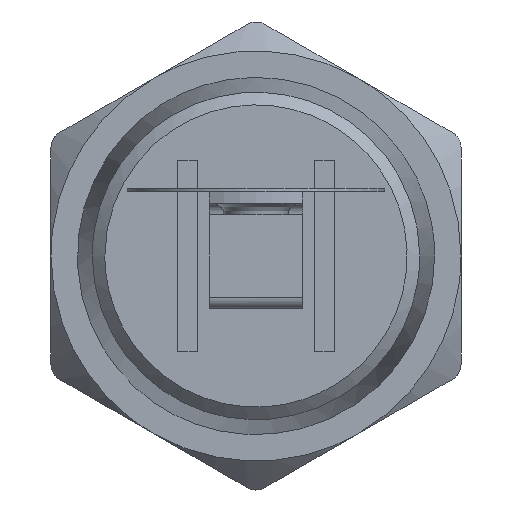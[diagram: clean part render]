
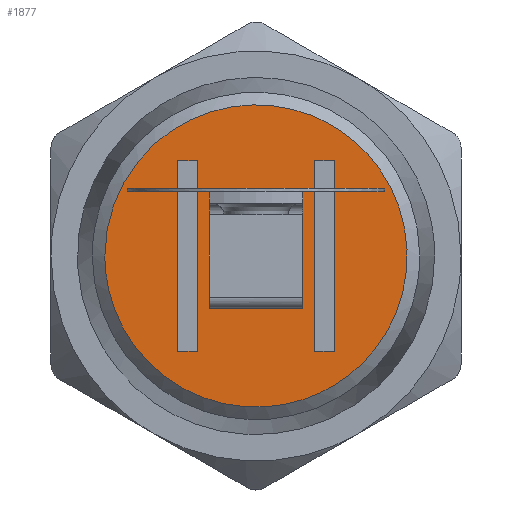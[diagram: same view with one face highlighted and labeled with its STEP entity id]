
A CAD part, front view. The second image highlights one B-rep face of the part: STEP entity #1877.
In plain terms, the highlighted free-form (B-spline) face has degree [1, 1] with [2, 2] control points.
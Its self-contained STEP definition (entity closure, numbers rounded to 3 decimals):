
#1562 = VERTEX_POINT('',#1563);
#1563 = CARTESIAN_POINT('',(-5.12,0.,
    -8.345));
#1570 = EDGE_CURVE('',#1571,#1562,#1573,.T.);
#1571 = VERTEX_POINT('',#1572);
#1572 = CARTESIAN_POINT('',(-5.12,0.,
    8.345));
#1573 = B_SPLINE_CURVE_WITH_KNOTS('',1,(#1574,#1575),.UNSPECIFIED.,.F.,
  .F.,(2,2),(0.,16.3),.PIECEWISE_BEZIER_KNOTS.);
#1574 = CARTESIAN_POINT('',(-5.12,0.,
    8.345));
#1575 = CARTESIAN_POINT('',(-5.12,0.,
    -8.345));
#1603 = VERTEX_POINT('',#1604);
#1604 = CARTESIAN_POINT('',(5.12,0.,
    -8.345));
#1617 = VERTEX_POINT('',#1618);
#1618 = CARTESIAN_POINT('',(5.12,0.,
    8.345));
#1623 = EDGE_CURVE('',#1617,#1603,#1624,.T.);
#1624 = B_SPLINE_CURVE_WITH_KNOTS('',1,(#1625,#1626),.UNSPECIFIED.,.F.,
  .F.,(2,2),(0.,16.3),.PIECEWISE_BEZIER_KNOTS.);
#1625 = CARTESIAN_POINT('',(5.12,0.,
    8.345));
#1626 = CARTESIAN_POINT('',(5.12,0.,
    -8.345));
#1640 = EDGE_CURVE('',#1641,#1571,#1643,.T.);
#1641 = VERTEX_POINT('',#1642);
#1642 = CARTESIAN_POINT('',(-6.861,0.,
    8.345));
#1643 = B_SPLINE_CURVE_WITH_KNOTS('',1,(#1644,#1645),.UNSPECIFIED.,.F.,
  .F.,(2,2),(0.251,1.951),.PIECEWISE_BEZIER_KNOTS.);
#1644 = CARTESIAN_POINT('',(-6.861,0.,
    8.345));
#1645 = CARTESIAN_POINT('',(-5.12,0.,
    8.345));
#1676 = VERTEX_POINT('',#1677);
#1677 = CARTESIAN_POINT('',(6.861,0.,
    8.345));
#1682 = EDGE_CURVE('',#1617,#1676,#1683,.T.);
#1683 = B_SPLINE_CURVE_WITH_KNOTS('',1,(#1684,#1685),.UNSPECIFIED.,.F.,
  .F.,(2,2),(11.951,13.651),.PIECEWISE_BEZIER_KNOTS.);
#1684 = CARTESIAN_POINT('',(5.12,0.,
    8.345));
#1685 = CARTESIAN_POINT('',(6.861,0.,
    8.345));
#1742 = VERTEX_POINT('',#1743);
#1743 = CARTESIAN_POINT('',(-6.861,0.,
    -8.345));
#1748 = EDGE_CURVE('',#1562,#1742,#1749,.T.);
#1749 = B_SPLINE_CURVE_WITH_KNOTS('',1,(#1750,#1751),.UNSPECIFIED.,.F.,
  .F.,(2,2),(-1.951,-0.251),.PIECEWISE_BEZIER_KNOTS.);
#1750 = CARTESIAN_POINT('',(-5.12,0.,
    -8.345));
#1751 = CARTESIAN_POINT('',(-6.861,0.,
    -8.345));
#1762 = EDGE_CURVE('',#1763,#1603,#1765,.T.);
#1763 = VERTEX_POINT('',#1764);
#1764 = CARTESIAN_POINT('',(6.861,0.,
    -8.345));
#1765 = B_SPLINE_CURVE_WITH_KNOTS('',1,(#1766,#1767),.UNSPECIFIED.,.F.,
  .F.,(2,2),(-13.651,-11.951),.PIECEWISE_BEZIER_KNOTS.);
#1766 = CARTESIAN_POINT('',(6.861,0.,
    -8.345));
#1767 = CARTESIAN_POINT('',(5.12,0.,
    -8.345));
#1785 = EDGE_CURVE('',#1742,#1641,#1786,.T.);
#1786 = B_SPLINE_CURVE_WITH_KNOTS('',1,(#1787,#1788),.UNSPECIFIED.,.F.,
  .F.,(2,2),(-8.15,8.15),.PIECEWISE_BEZIER_KNOTS.);
#1787 = CARTESIAN_POINT('',(-6.861,0.,
    -8.345));
#1788 = CARTESIAN_POINT('',(-6.861,0.,
    8.345));
#1802 = EDGE_CURVE('',#1676,#1763,#1803,.T.);
#1803 = B_SPLINE_CURVE_WITH_KNOTS('',1,(#1804,#1805),.UNSPECIFIED.,.F.,
  .F.,(2,2),(-8.15,8.15),.PIECEWISE_BEZIER_KNOTS.);
#1804 = CARTESIAN_POINT('',(6.861,0.,
    8.345));
#1805 = CARTESIAN_POINT('',(6.861,0.,
    -8.345));
#1842 = VERTEX_POINT('',#1843);
#1843 = CARTESIAN_POINT('',(-13.21,0.,
    0.));
#1848 = EDGE_CURVE('',#1842,#1842,#1849,.T.);
#1849 = ( BOUNDED_CURVE() B_SPLINE_CURVE(2,(#1850,#1851,#1852,#1853,
#1854,#1855,#1856),.UNSPECIFIED.,.T.,.F.) B_SPLINE_CURVE_WITH_KNOTS((3,2
    ,2,3),(3.142,5.236,7.33,9.425),
.PIECEWISE_BEZIER_KNOTS.) CURVE() GEOMETRIC_REPRESENTATION_ITEM() 
RATIONAL_B_SPLINE_CURVE((1.,0.5,1.,0.5,1.,0.5,1.)) REPRESENTATION_ITEM(
  '') );
#1850 = CARTESIAN_POINT('',(-13.21,0.,
    0.));
#1851 = CARTESIAN_POINT('',(-13.21,0.,
    22.881));
#1852 = CARTESIAN_POINT('',(6.605,0.,
    11.441));
#1853 = CARTESIAN_POINT('',(26.421,0.,
    0.));
#1854 = CARTESIAN_POINT('',(6.605,0.,
    -11.441));
#1855 = CARTESIAN_POINT('',(-13.21,0.,
    -22.881));
#1856 = CARTESIAN_POINT('',(-13.21,0.,
    0.));
#1877 = ADVANCED_FACE('',(#1878,#1881,#1887),#1893,.T.);
#1878 = FACE_BOUND('',#1879,.T.);
#1879 = EDGE_LOOP('',(#1880));
#1880 = ORIENTED_EDGE('',*,*,#1848,.F.);
#1881 = FACE_BOUND('',#1882,.T.);
#1882 = EDGE_LOOP('',(#1883,#1884,#1885,#1886));
#1883 = ORIENTED_EDGE('',*,*,#1682,.T.);
#1884 = ORIENTED_EDGE('',*,*,#1802,.T.);
#1885 = ORIENTED_EDGE('',*,*,#1762,.T.);
#1886 = ORIENTED_EDGE('',*,*,#1623,.F.);
#1887 = FACE_BOUND('',#1888,.T.);
#1888 = EDGE_LOOP('',(#1889,#1890,#1891,#1892));
#1889 = ORIENTED_EDGE('',*,*,#1570,.T.);
#1890 = ORIENTED_EDGE('',*,*,#1748,.T.);
#1891 = ORIENTED_EDGE('',*,*,#1785,.T.);
#1892 = ORIENTED_EDGE('',*,*,#1640,.T.);
#1893 = B_SPLINE_SURFACE_WITH_KNOTS('',1,1,(
    (#1894,#1895)
    ,(#1896,#1897
    )),.UNSPECIFIED.,.F.,.F.,.F.,(2,2),(2,2),(-12.901,
    12.901),(1.,26.802),.PIECEWISE_BEZIER_KNOTS.);
#1894 = CARTESIAN_POINT('',(-13.21,0.,
    13.21));
#1895 = CARTESIAN_POINT('',(13.21,0.,
    13.21));
#1896 = CARTESIAN_POINT('',(-13.21,0.,
    -13.21));
#1897 = CARTESIAN_POINT('',(13.21,0.,
    -13.21));
